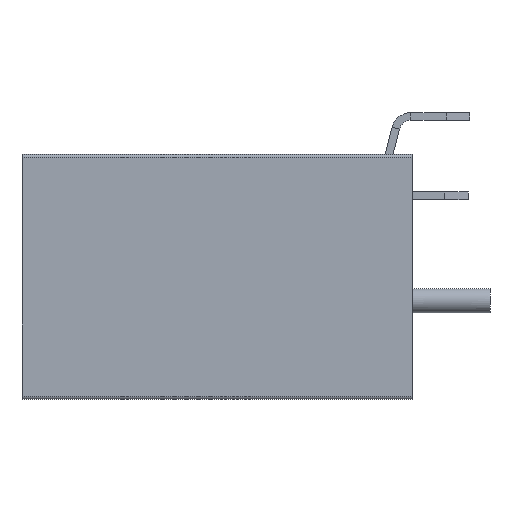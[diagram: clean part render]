
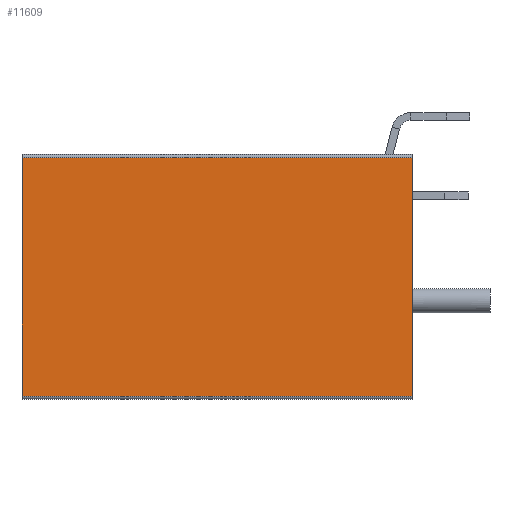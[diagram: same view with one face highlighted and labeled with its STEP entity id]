
A CAD part, left-side view. The second image highlights one B-rep face of the part: STEP entity #11609.
In plain terms, the highlighted planar face has unit normal (-1, 0, 0).
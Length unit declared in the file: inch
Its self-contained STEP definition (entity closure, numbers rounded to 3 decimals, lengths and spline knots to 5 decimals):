
#318 = DIRECTION ( 'NONE',  ( 0., -1., 0. ) ) ;
#1652 = VERTEX_POINT ( 'NONE', #21186 ) ;
#2469 = AXIS2_PLACEMENT_3D ( 'NONE', #8972, #18676, #10991 ) ;
#2585 = EDGE_CURVE ( 'NONE', #22845, #24974, #13014, .T. ) ;
#2871 = ORIENTED_EDGE ( 'NONE', *, *, #2585, .T. ) ;
#3070 = VECTOR ( 'NONE', #318, 39.37008 ) ;
#5438 = CARTESIAN_POINT ( 'NONE',  ( -0.45571, 0., -0.30118 ) ) ;
#6355 = VECTOR ( 'NONE', #10796, 39.37008 ) ;
#7465 = EDGE_CURVE ( 'NONE', #24974, #10227, #13424, .T. ) ;
#7549 = DIRECTION ( 'NONE',  ( 0., 0., -1. ) ) ;
#7840 = PLANE ( 'NONE',  #2469 ) ;
#8908 = LINE ( 'NONE', #16541, #6355 ) ;
#8972 = CARTESIAN_POINT ( 'NONE',  ( -0.45571, 0.98425, 0.30118 ) ) ;
#9863 = CARTESIAN_POINT ( 'NONE',  ( -0.45571, 0.98425, 0.30118 ) ) ;
#10051 = CARTESIAN_POINT ( 'NONE',  ( -0.45571, 0.98425, -0.30118 ) ) ;
#10227 = VERTEX_POINT ( 'NONE', #5438 ) ;
#10796 = DIRECTION ( 'NONE',  ( 0., -1., 0. ) ) ;
#10991 = DIRECTION ( 'NONE',  ( 0., 0., 1. ) ) ;
#11271 = VECTOR ( 'NONE', #24932, 39.37008 ) ;
#11609 = ADVANCED_FACE ( 'NONE', ( #11828 ), #7840, .T. ) ;
#11828 = FACE_OUTER_BOUND ( 'NONE', #25131, .T. ) ;
#12222 = CARTESIAN_POINT ( 'NONE',  ( -0.45571, 0.98425, -0.30118 ) ) ;
#13014 = LINE ( 'NONE', #20513, #11271 ) ;
#13424 = LINE ( 'NONE', #12222, #3070 ) ;
#13932 = EDGE_CURVE ( 'NONE', #22845, #1652, #8908, .T. ) ;
#15018 = EDGE_CURVE ( 'NONE', #1652, #10227, #21637, .T. ) ;
#15889 = ORIENTED_EDGE ( 'NONE', *, *, #7465, .T. ) ;
#16541 = CARTESIAN_POINT ( 'NONE',  ( -0.45571, 0.98425, 0.30118 ) ) ;
#18676 = DIRECTION ( 'NONE',  ( -1., 0., 0. ) ) ;
#20460 = VECTOR ( 'NONE', #7549, 39.37008 ) ;
#20513 = CARTESIAN_POINT ( 'NONE',  ( -0.45571, 0.98425, 0.30118 ) ) ;
#21186 = CARTESIAN_POINT ( 'NONE',  ( -0.45571, 0., 0.30118 ) ) ;
#21443 = ORIENTED_EDGE ( 'NONE', *, *, #15018, .F. ) ;
#21637 = LINE ( 'NONE', #25405, #20460 ) ;
#22845 = VERTEX_POINT ( 'NONE', #9863 ) ;
#24337 = ORIENTED_EDGE ( 'NONE', *, *, #13932, .F. ) ;
#24932 = DIRECTION ( 'NONE',  ( 0., 0., -1. ) ) ;
#24974 = VERTEX_POINT ( 'NONE', #10051 ) ;
#25131 = EDGE_LOOP ( 'NONE', ( #21443, #24337, #2871, #15889 ) ) ;
#25405 = CARTESIAN_POINT ( 'NONE',  ( -0.45571, 0., 0.30118 ) ) ;
